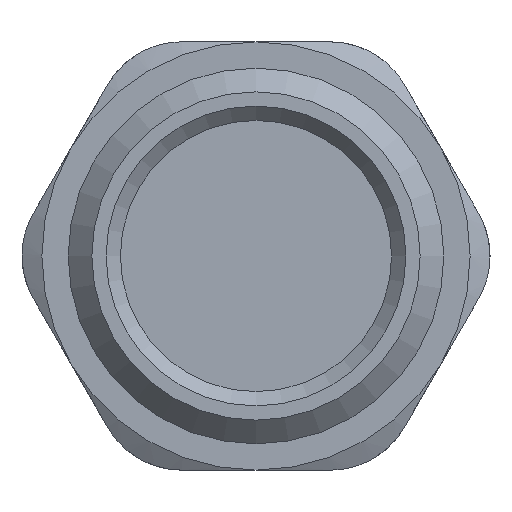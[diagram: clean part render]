
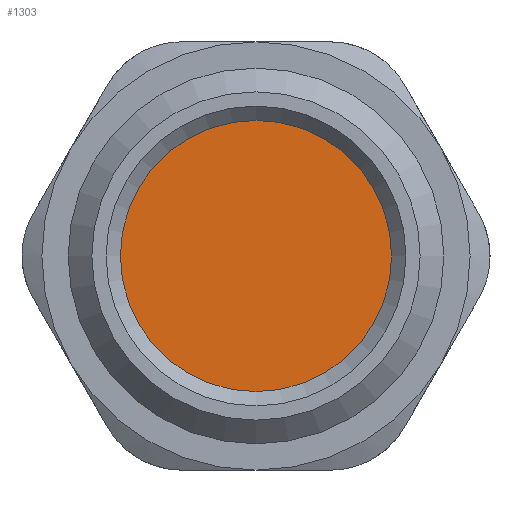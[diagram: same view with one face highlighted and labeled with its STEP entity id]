
A CAD part, front view. The second image highlights one B-rep face of the part: STEP entity #1303.
In plain terms, the highlighted planar face has unit normal (0, -1, 0).
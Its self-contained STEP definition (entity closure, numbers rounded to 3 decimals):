
#347=FACE_OUTER_BOUND('',#427,.T.);
#427=EDGE_LOOP('',(#892));
#516=CIRCLE('',#1408,4.75);
#580=VERTEX_POINT('',#1909);
#701=EDGE_CURVE('',#580,#580,#516,.T.);
#892=ORIENTED_EDGE('',*,*,#701,.F.);
#1274=PLANE('',#1407);
#1303=ADVANCED_FACE('',(#347),#1274,.F.);
#1407=AXIS2_PLACEMENT_3D('',#1908,#1555,#1556);
#1408=AXIS2_PLACEMENT_3D('',#1910,#1557,#1558);
#1555=DIRECTION('center_axis',(0.,1.,0.));
#1556=DIRECTION('ref_axis',(0.,0.,1.));
#1557=DIRECTION('center_axis',(0.,1.,0.));
#1558=DIRECTION('ref_axis',(-1.,0.,0.));
#1908=CARTESIAN_POINT('Origin',(-4.501,-4.455,0.));
#1909=CARTESIAN_POINT('',(0.249,-4.455,0.));
#1910=CARTESIAN_POINT('Origin',(-4.501,-4.455,0.));
